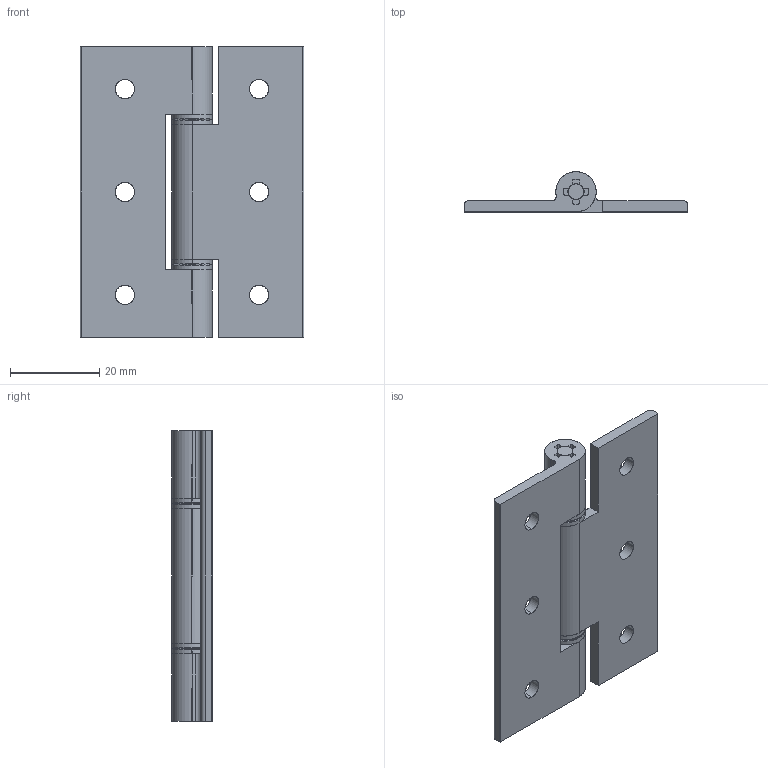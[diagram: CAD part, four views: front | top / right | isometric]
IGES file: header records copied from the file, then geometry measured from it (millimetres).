
Start section: SolidWorks IGES file using analytic representation for surfaces
Global section: file name: B-211-4.IGS,15; native system: HSolidWorks 2011; preprocessor: SolidWorks 2011; author: Pub70; date: 111011.105214; units: millimetre
Bounding box: 50 x 9 x 65 mm (x, y, z)
Surface area: 10644.5 mm2 (no closed solid volume)
Topology: 0 solids, 0 shells, 248 faces, 2986 edges, 2978 vertices
Faces by surface type: bspline 131, revolution 117
